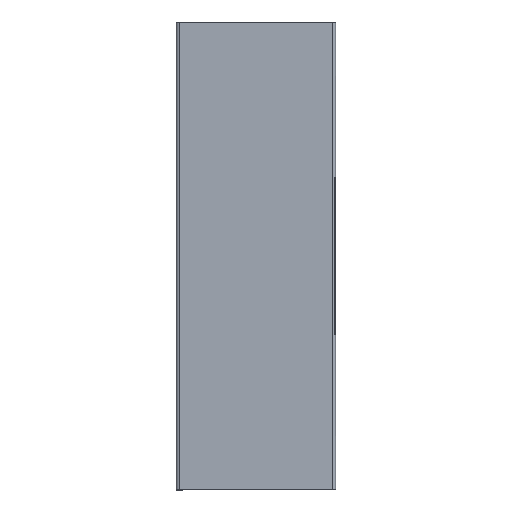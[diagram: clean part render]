
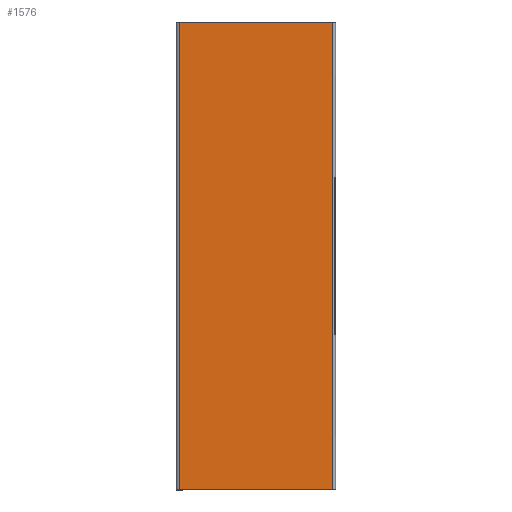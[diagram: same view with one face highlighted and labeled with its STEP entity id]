
A CAD part, left-side view. The second image highlights one B-rep face of the part: STEP entity #1576.
In plain terms, the highlighted planar face has unit normal (-1, 0, 0).
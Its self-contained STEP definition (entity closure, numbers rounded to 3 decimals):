
#107 = DIRECTION ( 'NONE',  ( 0., 0., -1. ) ) ;
#291 = ORIENTED_EDGE ( 'NONE', *, *, #459, .F. ) ;
#351 = VERTEX_POINT ( 'NONE', #722 ) ;
#398 = EDGE_CURVE ( 'NONE', #351, #1674, #2706, .T. ) ;
#436 = ORIENTED_EDGE ( 'NONE', *, *, #1666, .T. ) ;
#459 = EDGE_CURVE ( 'NONE', #1262, #2617, #2612, .T. ) ;
#462 = ORIENTED_EDGE ( 'NONE', *, *, #398, .T. ) ;
#588 = CARTESIAN_POINT ( 'NONE',  ( 0., 67., 500. ) ) ;
#722 = CARTESIAN_POINT ( 'NONE',  ( 0., 67., 500. ) ) ;
#1262 = VERTEX_POINT ( 'NONE', #1914 ) ;
#1346 = CARTESIAN_POINT ( 'NONE',  ( 0., 67., 0. ) ) ;
#1414 = EDGE_CURVE ( 'NONE', #2617, #1674, #1961, .T. ) ;
#1492 = CARTESIAN_POINT ( 'NONE',  ( 0., -97., 500. ) ) ;
#1508 = ORIENTED_EDGE ( 'NONE', *, *, #1414, .F. ) ;
#1545 = DIRECTION ( 'NONE',  ( 0., 1., 0. ) ) ;
#1576 = ADVANCED_FACE ( 'NONE', ( #1868 ), #2317, .T. ) ;
#1581 = DIRECTION ( 'NONE',  ( -1., 0., 0. ) ) ;
#1589 = DIRECTION ( 'NONE',  ( 0., 0., 1. ) ) ;
#1596 = EDGE_LOOP ( 'NONE', ( #1508, #291, #436, #462 ) ) ;
#1666 = EDGE_CURVE ( 'NONE', #1262, #351, #1813, .T. ) ;
#1674 = VERTEX_POINT ( 'NONE', #1346 ) ;
#1777 = VECTOR ( 'NONE', #1545, 1000. ) ;
#1813 = LINE ( 'NONE', #1492, #1777 ) ;
#1834 = CARTESIAN_POINT ( 'NONE',  ( 0., -97., 500. ) ) ;
#1868 = FACE_OUTER_BOUND ( 'NONE', #1596, .T. ) ;
#1886 = DIRECTION ( 'NONE',  ( 0., 0., -1. ) ) ;
#1914 = CARTESIAN_POINT ( 'NONE',  ( 0., -97., 500. ) ) ;
#1931 = VECTOR ( 'NONE', #2145, 1000. ) ;
#1961 = LINE ( 'NONE', #2132, #1931 ) ;
#1972 = CARTESIAN_POINT ( 'NONE',  ( 0., -97., 0. ) ) ;
#2132 = CARTESIAN_POINT ( 'NONE',  ( 0., -97., 0. ) ) ;
#2145 = DIRECTION ( 'NONE',  ( 0., 1., 0. ) ) ;
#2268 = AXIS2_PLACEMENT_3D ( 'NONE', #2312, #1581, #1589 ) ;
#2312 = CARTESIAN_POINT ( 'NONE',  ( 0., -97., 500. ) ) ;
#2317 = PLANE ( 'NONE',  #2268 ) ;
#2612 = LINE ( 'NONE', #1834, #2621 ) ;
#2617 = VERTEX_POINT ( 'NONE', #1972 ) ;
#2621 = VECTOR ( 'NONE', #1886, 1000. ) ;
#2660 = VECTOR ( 'NONE', #107, 1000. ) ;
#2706 = LINE ( 'NONE', #588, #2660 ) ;
